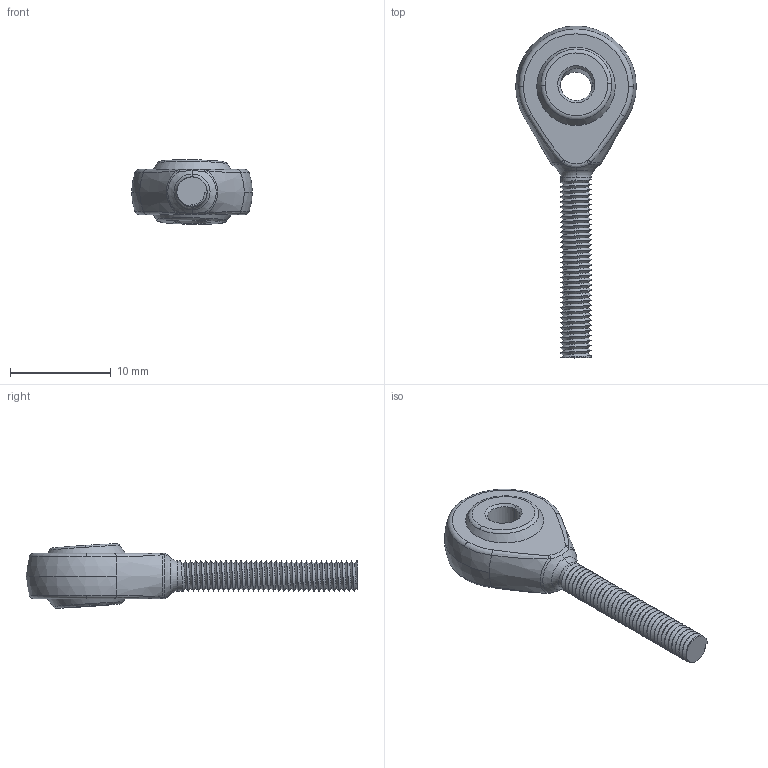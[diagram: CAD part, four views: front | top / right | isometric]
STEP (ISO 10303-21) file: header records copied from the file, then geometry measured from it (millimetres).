
FILE_DESCRIPTION (( 'STEP AP203' ), '1' );
FILE_NAME ('REV-49-1561.STEP', '2017-12-14T17:54:02', ( '' ), ( '' ), 'SwSTEP 2.0', 'SolidWorks 2017', '' );
FILE_SCHEMA (( 'CONFIG_CONTROL_DESIGN' ));
Length unit declared in the file: millimetre
Products named in the file (3): SI3T Body Male; REV-49-1561; SI3T-K Ball
Assembly tree (2 placements, depth 2):
  REV-49-1561
    SI3T Body Male
    SI3T-K Ball
Bounding box: 12 x 33 x 6.41 mm (x, y, z)
Volume: 680.8 mm3; surface area: 937.9 mm2
Topology: 2 solids, 2 shells, 120 faces, 330 edges, 214 vertices
Faces by surface type: cylinder 73, torus 14, bspline 12, cone 8, plane 7, sphere 6
Entity records: 7184 total; most frequent: CARTESIAN_POINT 4306, ORIENTED_EDGE 648, DIRECTION 459, EDGE_CURVE 324, VERTEX_POINT 212, AXIS2_PLACEMENT_3D 187, EDGE_LOOP 128, ADVANCED_FACE 120
